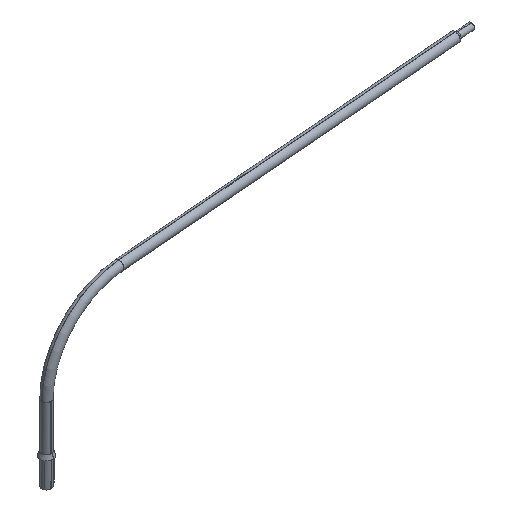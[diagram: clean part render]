
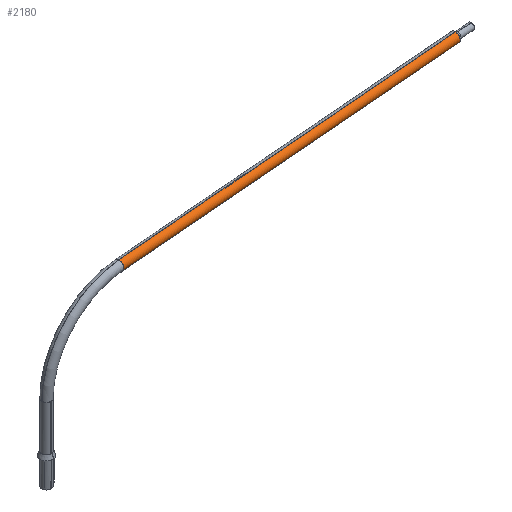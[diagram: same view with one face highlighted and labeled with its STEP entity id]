
A CAD part, isometric view. The second image highlights one B-rep face of the part: STEP entity #2180.
In plain terms, the highlighted cylindrical face has radius 44.45 mm (diameter 88.9 mm), a partial arc.
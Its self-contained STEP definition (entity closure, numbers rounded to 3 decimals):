
#53 = AXIS2_PLACEMENT_3D ( 'NONE', #560, #1890, #1692 ) ;
#179 = VERTEX_POINT ( 'NONE', #1360 ) ;
#207 = AXIS2_PLACEMENT_3D ( 'NONE', #1420, #2156, #1827 ) ;
#339 = ORIENTED_EDGE ( 'NONE', *, *, #443, .F. ) ;
#342 = EDGE_CURVE ( 'NONE', #179, #978, #2350, .T. ) ;
#388 = CARTESIAN_POINT ( 'NONE',  ( 3854.374, 1442.719, 0. ) ) ;
#396 = ORIENTED_EDGE ( 'NONE', *, *, #342, .T. ) ;
#443 = EDGE_CURVE ( 'NONE', #615, #978, #1233, .T. ) ;
#555 = DIRECTION ( 'NONE',  ( -0.087, 0.996, 0. ) ) ;
#560 = CARTESIAN_POINT ( 'NONE',  ( 684.633, 1210.023, 0. ) ) ;
#576 = DIRECTION ( 'NONE',  ( 0.996, 0.087, 0. ) ) ;
#615 = VERTEX_POINT ( 'NONE', #2103 ) ;
#683 = AXIS2_PLACEMENT_3D ( 'NONE', #2207, #576, #555 ) ;
#699 = CARTESIAN_POINT ( 'NONE',  ( 688.507, 1165.742, 0. ) ) ;
#944 = VERTEX_POINT ( 'NONE', #2020 ) ;
#969 = EDGE_CURVE ( 'NONE', #944, #179, #1858, .T. ) ;
#974 = DIRECTION ( 'NONE',  ( 0.996, 0.087, 0. ) ) ;
#978 = VERTEX_POINT ( 'NONE', #388 ) ;
#988 = EDGE_LOOP ( 'NONE', ( #1667, #396, #339, #1450 ) ) ;
#1233 = CIRCLE ( 'NONE', #207, 44.45 ) ;
#1360 = CARTESIAN_POINT ( 'NONE',  ( 688.507, 1165.742, 0. ) ) ;
#1420 = CARTESIAN_POINT ( 'NONE',  ( 3850.5, 1487., 0. ) ) ;
#1450 = ORIENTED_EDGE ( 'NONE', *, *, #2331, .F. ) ;
#1488 = FACE_OUTER_BOUND ( 'NONE', #988, .T. ) ;
#1580 = CARTESIAN_POINT ( 'NONE',  ( 680.759, 1254.303, 0. ) ) ;
#1637 = DIRECTION ( 'NONE',  ( 0.996, 0.087, 0. ) ) ;
#1667 = ORIENTED_EDGE ( 'NONE', *, *, #969, .T. ) ;
#1692 = DIRECTION ( 'NONE',  ( -0.087, 0.996, 0. ) ) ;
#1827 = DIRECTION ( 'NONE',  ( -0.087, 0.996, 0. ) ) ;
#1858 = CIRCLE ( 'NONE', #53, 44.45 ) ;
#1890 = DIRECTION ( 'NONE',  ( 0.996, 0.087, 0. ) ) ;
#2020 = CARTESIAN_POINT ( 'NONE',  ( 680.759, 1254.303, 0. ) ) ;
#2084 = LINE ( 'NONE', #1580, #2339 ) ;
#2103 = CARTESIAN_POINT ( 'NONE',  ( 3846.626, 1531.281, 0. ) ) ;
#2156 = DIRECTION ( 'NONE',  ( 0.996, 0.087, 0. ) ) ;
#2180 = ADVANCED_FACE ( 'NONE', ( #1488 ), #2231, .T. ) ;
#2199 = VECTOR ( 'NONE', #1637, 1000. ) ;
#2207 = CARTESIAN_POINT ( 'NONE',  ( 684.633, 1210.023, 0. ) ) ;
#2231 = CYLINDRICAL_SURFACE ( 'NONE', #683, 44.45 ) ;
#2331 = EDGE_CURVE ( 'NONE', #944, #615, #2084, .T. ) ;
#2339 = VECTOR ( 'NONE', #974, 1000. ) ;
#2350 = LINE ( 'NONE', #699, #2199 ) ;
